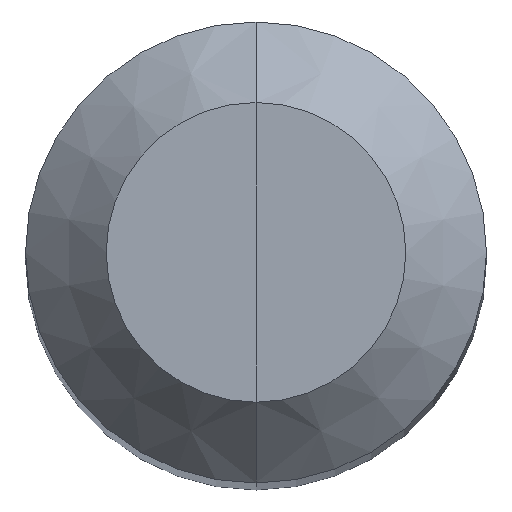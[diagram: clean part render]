
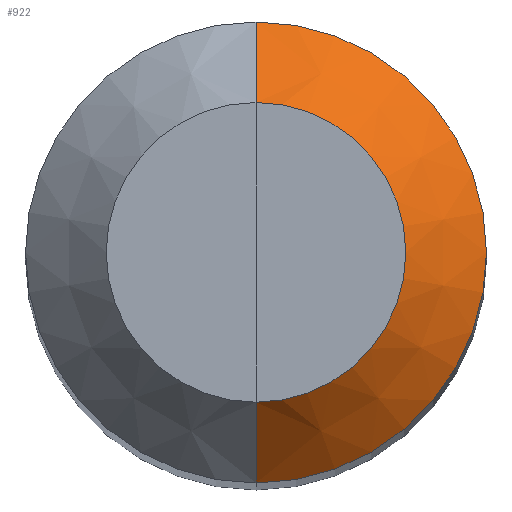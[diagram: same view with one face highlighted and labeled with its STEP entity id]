
A CAD part, top view. The second image highlights one B-rep face of the part: STEP entity #922.
In plain terms, the highlighted conical face has half-angle 45 degrees and reference radius 2 mm.
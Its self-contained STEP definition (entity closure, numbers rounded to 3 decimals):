
#808 = CYLINDRICAL_SURFACE('',#809,2.);
#809 = AXIS2_PLACEMENT_3D('',#810,#811,#812);
#810 = CARTESIAN_POINT('',(0.,0.,-35.392));
#811 = DIRECTION('',(0.,0.,1.));
#812 = DIRECTION('',(0.,-1.,0.));
#846 = VERTEX_POINT('',#847);
#847 = CARTESIAN_POINT('',(0.,2.,-0.7));
#873 = EDGE_CURVE('',#874,#846,#876,.T.);
#874 = VERTEX_POINT('',#875);
#875 = CARTESIAN_POINT('',(0.,-2.,-0.7));
#876 = SURFACE_CURVE('',#877,(#882,#889),.PCURVE_S1.);
#877 = CIRCLE('',#878,2.);
#878 = AXIS2_PLACEMENT_3D('',#879,#880,#881);
#879 = CARTESIAN_POINT('',(0.,0.,-0.7));
#880 = DIRECTION('',(0.,0.,1.));
#881 = DIRECTION('',(0.,-1.,0.));
#882 = PCURVE('',#808,#883);
#883 = DEFINITIONAL_REPRESENTATION('',(#884),#888);
#884 = LINE('',#885,#886);
#885 = CARTESIAN_POINT('',(0.,34.692));
#886 = VECTOR('',#887,1.);
#887 = DIRECTION('',(1.,0.));
#888 = ( GEOMETRIC_REPRESENTATION_CONTEXT(2) 
PARAMETRIC_REPRESENTATION_CONTEXT() REPRESENTATION_CONTEXT('2D SPACE',''
  ) );
#889 = PCURVE('',#890,#895);
#890 = CONICAL_SURFACE('',#891,2.,0.785);
#891 = AXIS2_PLACEMENT_3D('',#892,#893,#894);
#892 = CARTESIAN_POINT('',(0.,0.,-0.7));
#893 = DIRECTION('',(-0.,-0.,-1.));
#894 = DIRECTION('',(0.,-1.,0.));
#895 = DEFINITIONAL_REPRESENTATION('',(#896),#900);
#896 = LINE('',#897,#898);
#897 = CARTESIAN_POINT('',(-0.,-0.));
#898 = VECTOR('',#899,1.);
#899 = DIRECTION('',(-1.,-0.));
#900 = ( GEOMETRIC_REPRESENTATION_CONTEXT(2) 
PARAMETRIC_REPRESENTATION_CONTEXT() REPRESENTATION_CONTEXT('2D SPACE',''
  ) );
#922 = ADVANCED_FACE('',(#923),#890,.T.);
#923 = FACE_BOUND('',#924,.T.);
#924 = EDGE_LOOP('',(#925,#926,#954,#983));
#925 = ORIENTED_EDGE('',*,*,#873,.T.);
#926 = ORIENTED_EDGE('',*,*,#927,.T.);
#927 = EDGE_CURVE('',#846,#928,#930,.T.);
#928 = VERTEX_POINT('',#929);
#929 = CARTESIAN_POINT('',(0.,1.3,0.));
#930 = SURFACE_CURVE('',#931,(#935,#942),.PCURVE_S1.);
#931 = LINE('',#932,#933);
#932 = CARTESIAN_POINT('',(0.,2.,-0.7));
#933 = VECTOR('',#934,1.);
#934 = DIRECTION('',(0.,-0.707,0.707)
  );
#935 = PCURVE('',#890,#936);
#936 = DEFINITIONAL_REPRESENTATION('',(#937),#941);
#937 = LINE('',#938,#939);
#938 = CARTESIAN_POINT('',(-3.142,-0.));
#939 = VECTOR('',#940,1.);
#940 = DIRECTION('',(-0.,-1.));
#941 = ( GEOMETRIC_REPRESENTATION_CONTEXT(2) 
PARAMETRIC_REPRESENTATION_CONTEXT() REPRESENTATION_CONTEXT('2D SPACE',''
  ) );
#942 = PCURVE('',#943,#948);
#943 = CONICAL_SURFACE('',#944,2.,0.785);
#944 = AXIS2_PLACEMENT_3D('',#945,#946,#947);
#945 = CARTESIAN_POINT('',(0.,0.,-0.7));
#946 = DIRECTION('',(-0.,-0.,-1.));
#947 = DIRECTION('',(0.,-1.,0.));
#948 = DEFINITIONAL_REPRESENTATION('',(#949),#953);
#949 = LINE('',#950,#951);
#950 = CARTESIAN_POINT('',(3.142,-0.));
#951 = VECTOR('',#952,1.);
#952 = DIRECTION('',(0.,-1.));
#953 = ( GEOMETRIC_REPRESENTATION_CONTEXT(2) 
PARAMETRIC_REPRESENTATION_CONTEXT() REPRESENTATION_CONTEXT('2D SPACE',''
  ) );
#954 = ORIENTED_EDGE('',*,*,#955,.F.);
#955 = EDGE_CURVE('',#956,#928,#958,.T.);
#956 = VERTEX_POINT('',#957);
#957 = CARTESIAN_POINT('',(0.,-1.3,0.));
#958 = SURFACE_CURVE('',#959,(#964,#971),.PCURVE_S1.);
#959 = CIRCLE('',#960,1.3);
#960 = AXIS2_PLACEMENT_3D('',#961,#962,#963);
#961 = CARTESIAN_POINT('',(0.,0.,0.));
#962 = DIRECTION('',(0.,0.,1.));
#963 = DIRECTION('',(0.,-1.,0.));
#964 = PCURVE('',#890,#965);
#965 = DEFINITIONAL_REPRESENTATION('',(#966),#970);
#966 = LINE('',#967,#968);
#967 = CARTESIAN_POINT('',(-0.,-0.7));
#968 = VECTOR('',#969,1.);
#969 = DIRECTION('',(-1.,-0.));
#970 = ( GEOMETRIC_REPRESENTATION_CONTEXT(2) 
PARAMETRIC_REPRESENTATION_CONTEXT() REPRESENTATION_CONTEXT('2D SPACE',''
  ) );
#971 = PCURVE('',#972,#977);
#972 = PLANE('',#973);
#973 = AXIS2_PLACEMENT_3D('',#974,#975,#976);
#974 = CARTESIAN_POINT('',(0.,0.,0.));
#975 = DIRECTION('',(0.,0.,1.));
#976 = DIRECTION('',(0.,-1.,0.));
#977 = DEFINITIONAL_REPRESENTATION('',(#978),#982);
#978 = CIRCLE('',#979,1.3);
#979 = AXIS2_PLACEMENT_2D('',#980,#981);
#980 = CARTESIAN_POINT('',(0.,0.));
#981 = DIRECTION('',(1.,0.));
#982 = ( GEOMETRIC_REPRESENTATION_CONTEXT(2) 
PARAMETRIC_REPRESENTATION_CONTEXT() REPRESENTATION_CONTEXT('2D SPACE',''
  ) );
#983 = ORIENTED_EDGE('',*,*,#984,.F.);
#984 = EDGE_CURVE('',#874,#956,#985,.T.);
#985 = SURFACE_CURVE('',#986,(#990,#997),.PCURVE_S1.);
#986 = LINE('',#987,#988);
#987 = CARTESIAN_POINT('',(0.,-2.,-0.7));
#988 = VECTOR('',#989,1.);
#989 = DIRECTION('',(0.,0.707,0.707));
#990 = PCURVE('',#890,#991);
#991 = DEFINITIONAL_REPRESENTATION('',(#992),#996);
#992 = LINE('',#993,#994);
#993 = CARTESIAN_POINT('',(-0.,-0.));
#994 = VECTOR('',#995,1.);
#995 = DIRECTION('',(-0.,-1.));
#996 = ( GEOMETRIC_REPRESENTATION_CONTEXT(2) 
PARAMETRIC_REPRESENTATION_CONTEXT() REPRESENTATION_CONTEXT('2D SPACE',''
  ) );
#997 = PCURVE('',#943,#998);
#998 = DEFINITIONAL_REPRESENTATION('',(#999),#1003);
#999 = LINE('',#1000,#1001);
#1000 = CARTESIAN_POINT('',(0.,-0.));
#1001 = VECTOR('',#1002,1.);
#1002 = DIRECTION('',(0.,-1.));
#1003 = ( GEOMETRIC_REPRESENTATION_CONTEXT(2) 
PARAMETRIC_REPRESENTATION_CONTEXT() REPRESENTATION_CONTEXT('2D SPACE',''
  ) );
